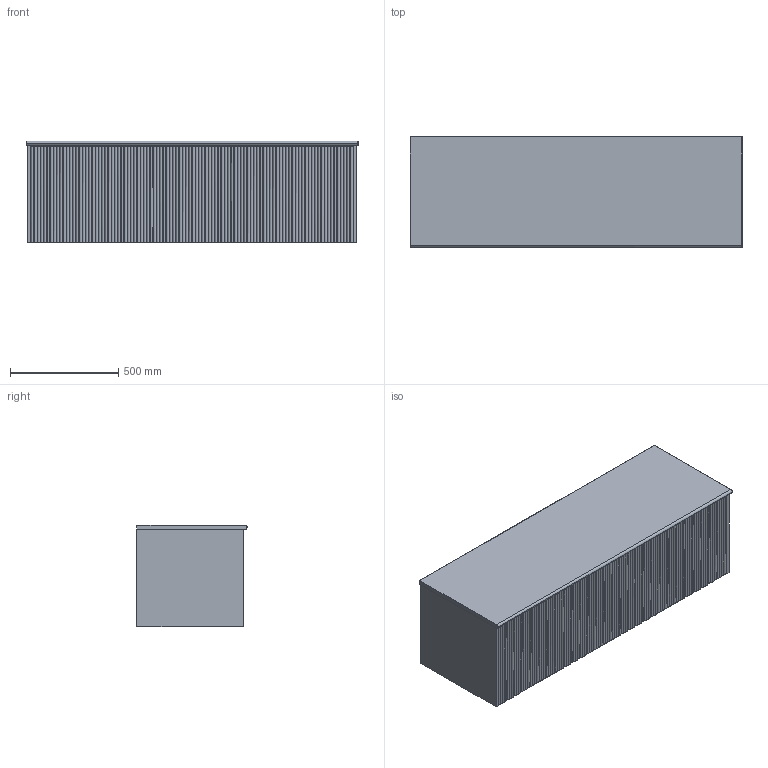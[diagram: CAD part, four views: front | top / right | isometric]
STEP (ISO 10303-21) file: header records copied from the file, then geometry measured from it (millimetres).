
FILE_DESCRIPTION(/* description */ (''),/* implementation_level */ '2;1');
FILE_NAME(/* name */ 'Kado Neue Fluted Square 1500 (20MM)',/* time_stamp */ '2025-07-09T15:07:00+10:00',/* author */ (''),/* organization */ (''),/* preprocessor_version */ 'ST-DEVELOPER v16.5',/* originating_system */ '',/* authorisation */ '');
FILE_SCHEMA (('AUTOMOTIVE_DESIGN'));
Length unit declared in the file: millimetre
Products named in the file (13): Document; Kado Neue Fluted Square 1500 (20MM); Kado Neue Fluted Square ALL28; Kado Neue Fluted Square 150026; Kado Neue Fluted Panel 44325; Kado Neue Fluted Panel 4431314; Kado Neue Fluted Panel 59520212223; Kado Neue Fluted Panel 595234567; Kado Neue Fluted Carcass 180019; Kado Neue Fluted Filler1617; Kado Neue Fluted Square Benchtop (20MM) ALL27; Kado Neue Fluted Square 1500 Benchtop (20MM)24; Kado Neue Fluted Square 1500 Benchtop (20MM)
Assembly tree (14 placements, depth 6):
  Document
    Kado Neue Fluted Square 1500 (20MM)
      Kado Neue Fluted Square ALL28
        Kado Neue Fluted Square 150026
          Kado Neue Fluted Panel 44325  x2
            Kado Neue Fluted Panel 4431314
          Kado Neue Fluted Panel 59520212223
            Kado Neue Fluted Panel 595234567
          Kado Neue Fluted Carcass 180019
          Kado Neue Fluted Filler1617  x2
      Kado Neue Fluted Square Benchtop (20MM) ALL27
        Kado Neue Fluted Square 1500 Benchtop (20MM)24
          Kado Neue Fluted Square 1500 Benchtop (20MM)
Bounding box: 1533 x 510 x 470 mm (x, y, z)
Volume: 64639344.4 mm3; surface area: 8091105.6 mm2
Topology: 11 solids, 11 shells, 471 faces, 1333 edges, 880 vertices
Faces by surface type: cylinder 304, plane 159, bspline 8
Entity records: 10731 total; most frequent: CARTESIAN_POINT 4135, ORIENTED_EDGE 1914, EDGE_CURVE 957, VERTEX_POINT 632, B_SPLINE_CURVE_WITH_KNOTS 519, DIRECTION 399, AXIS2_PLACEMENT_3D 367, ADVANCED_FACE 343
